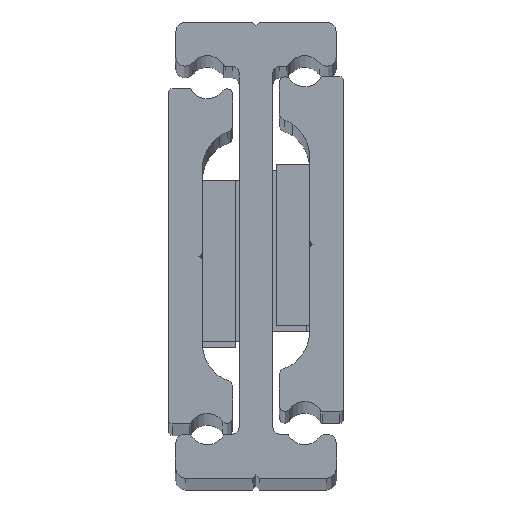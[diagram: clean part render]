
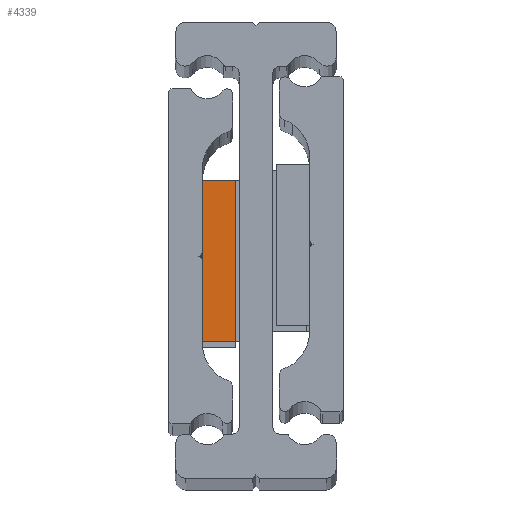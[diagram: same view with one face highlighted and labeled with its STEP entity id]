
A CAD part, top view. The second image highlights one B-rep face of the part: STEP entity #4339.
In plain terms, the highlighted planar face has unit normal (0, 0, 1).
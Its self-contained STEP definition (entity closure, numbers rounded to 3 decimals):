
#45 = AXIS2_PLACEMENT_3D ( 'NONE', #407, #413, #414 ) ;
#404 = PLANE ( 'NONE',  #45 ) ;
#407 = CARTESIAN_POINT ( 'NONE',  ( -37.153, 12., 586.55 ) ) ;
#413 = DIRECTION ( 'NONE',  ( 0., 0., 1. ) ) ;
#414 = DIRECTION ( 'NONE',  ( 0., -1., 0. ) ) ;
#760 = VERTEX_POINT ( 'NONE', #1392 ) ;
#789 = VERTEX_POINT ( 'NONE', #1353 ) ;
#1041 = VERTEX_POINT ( 'NONE', #1153 ) ;
#1059 = VERTEX_POINT ( 'NONE', #1163 ) ;
#1096 = VERTEX_POINT ( 'NONE', #1367 ) ;
#1106 = VERTEX_POINT ( 'NONE', #1479 ) ;
#1153 = CARTESIAN_POINT ( 'NONE',  ( -5., -12., 586.55 ) ) ;
#1163 = CARTESIAN_POINT ( 'NONE',  ( -5., -0.5, 586.55 ) ) ;
#1353 = CARTESIAN_POINT ( 'NONE',  ( -5., 12., 586.55 ) ) ;
#1367 = CARTESIAN_POINT ( 'NONE',  ( -10., -12., 586.55 ) ) ;
#1392 = CARTESIAN_POINT ( 'NONE',  ( -5., 0.5, 586.55 ) ) ;
#1479 = CARTESIAN_POINT ( 'NONE',  ( -10., 12., 586.55 ) ) ;
#2026 = EDGE_CURVE ( 'NONE', #1096, #1106, #3208, .T. ) ;
#2027 = EDGE_CURVE ( 'NONE', #1106, #789, #3213, .T. ) ;
#2032 = EDGE_CURVE ( 'NONE', #1096, #1041, #3223, .T. ) ;
#2035 = EDGE_CURVE ( 'NONE', #760, #1059, #3229, .T. ) ;
#2232 = EDGE_CURVE ( 'NONE', #1059, #1041, #3356, .T. ) ;
#2237 = EDGE_CURVE ( 'NONE', #789, #760, #3368, .T. ) ;
#2370 = EDGE_LOOP ( 'NONE', ( #2623, #2624, #2625, #2626, #2627, #2628 ) ) ;
#2623 = ORIENTED_EDGE ( 'NONE', *, *, #2026, .F. ) ;
#2624 = ORIENTED_EDGE ( 'NONE', *, *, #2032, .T. ) ;
#2625 = ORIENTED_EDGE ( 'NONE', *, *, #2232, .F. ) ;
#2626 = ORIENTED_EDGE ( 'NONE', *, *, #2035, .F. ) ;
#2627 = ORIENTED_EDGE ( 'NONE', *, *, #2237, .F. ) ;
#2628 = ORIENTED_EDGE ( 'NONE', *, *, #2027, .F. ) ;
#3208 = LINE ( 'NONE', #3771, #3218 ) ;
#3213 = LINE ( 'NONE', #3783, #3220 ) ;
#3218 = VECTOR ( 'NONE', #3784, 1000. ) ;
#3220 = VECTOR ( 'NONE', #3786, 1000. ) ;
#3223 = LINE ( 'NONE', #3793, #3230 ) ;
#3229 = LINE ( 'NONE', #3797, #3236 ) ;
#3230 = VECTOR ( 'NONE', #3796, 1000. ) ;
#3236 = VECTOR ( 'NONE', #3802, 1000. ) ;
#3356 = LINE ( 'NONE', #4041, #3359 ) ;
#3359 = VECTOR ( 'NONE', #4042, 1000. ) ;
#3368 = LINE ( 'NONE', #4053, #3369 ) ;
#3369 = VECTOR ( 'NONE', #4054, 1000. ) ;
#3530 = FACE_OUTER_BOUND ( 'NONE', #2370, .T. ) ;
#3771 = CARTESIAN_POINT ( 'NONE',  ( -10., 12., 586.55 ) ) ;
#3783 = CARTESIAN_POINT ( 'NONE',  ( -37.153, 12., 586.55 ) ) ;
#3784 = DIRECTION ( 'NONE',  ( 0., 1., 0. ) ) ;
#3786 = DIRECTION ( 'NONE',  ( 1., 0., 0. ) ) ;
#3793 = CARTESIAN_POINT ( 'NONE',  ( -37.153, -12., 586.55 ) ) ;
#3796 = DIRECTION ( 'NONE',  ( 1., 0., 0. ) ) ;
#3797 = CARTESIAN_POINT ( 'NONE',  ( -5., 12., 586.55 ) ) ;
#3802 = DIRECTION ( 'NONE',  ( 0., -1., 0. ) ) ;
#4041 = CARTESIAN_POINT ( 'NONE',  ( -5., -0.5, 586.55 ) ) ;
#4042 = DIRECTION ( 'NONE',  ( 0., -1., 0. ) ) ;
#4053 = CARTESIAN_POINT ( 'NONE',  ( -5., 12., 586.55 ) ) ;
#4054 = DIRECTION ( 'NONE',  ( 0., -1., 0. ) ) ;
#4339 = ADVANCED_FACE ( 'NONE', ( #3530 ), #404, .T. ) ;
